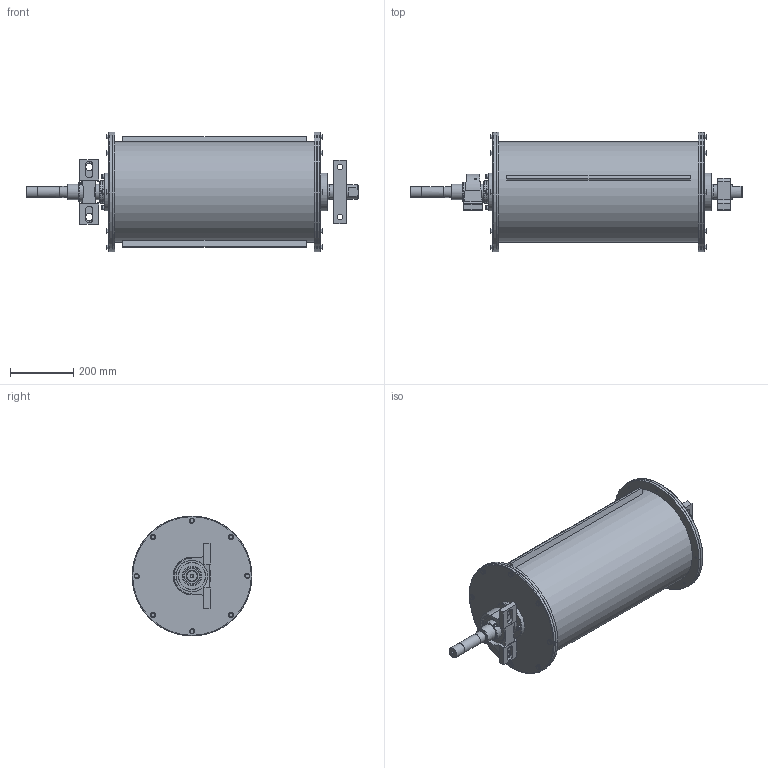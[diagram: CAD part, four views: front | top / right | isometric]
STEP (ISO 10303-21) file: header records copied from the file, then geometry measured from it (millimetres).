
FILE_DESCRIPTION(/* description */ ('RMD-06-32-H'),/* implementation_level */ '2;1');
FILE_NAME(/* name */ 'E0062452_RMD-06-32-RS-H-OR-15S2.stp',/* time_stamp */ '2016-10-20T11:25:46+02:00',/* author */ ('dd'),/* organization */ (''),/* preprocessor_version */ 'ST-DEVELOPER v15.6',/* originating_system */ 'Autodesk Inventor 2015',/* authorisation */ '');
FILE_SCHEMA (('AUTOMOTIVE_DESIGN { 1 0 10303 214 3 1 1 }'));
Length unit declared in the file: millimetre
Products named in the file (1): E0062452
Bounding box: 1053 x 380 x 380 mm (x, y, z)
Volume: 10306073.2 mm3; surface area: 2384353.9 mm2
Topology: 4 solids, 4 shells, 790 faces, 1774 edges, 1143 vertices
Faces by surface type: plane 398, cylinder 198, cone 163, torus 28, sphere 3
Full cylindrical faces by diameter (mm): 5.918 x1, 6.647 x24, 7.323 x16, 8 x16, 8.4 x16, 9 x16, 10 x1, 10.106 x1, 10.5 x1, 11.4 x16, 13 x8, 13.835 x1, 15 x4, 16 x17, 17 x1, 18 x3, 34.8 x1, 35 x2, 45 x1, 50 x3, 60 x2, 61.8 x2, 70 x1, 100 x2, 120 x2, 305 x2, 316 x1, 319 x1, 320 x2, 380 x4
Entity records: 21152 total; most frequent: CARTESIAN_POINT 4231, DIRECTION 3297, ORIENTED_EDGE 2830, EDGE_CURVE 1413, AXIS2_PLACEMENT_3D 1365, EDGE_LOOP 1243, VERTEX_POINT 1038, STYLED_ITEM 792
